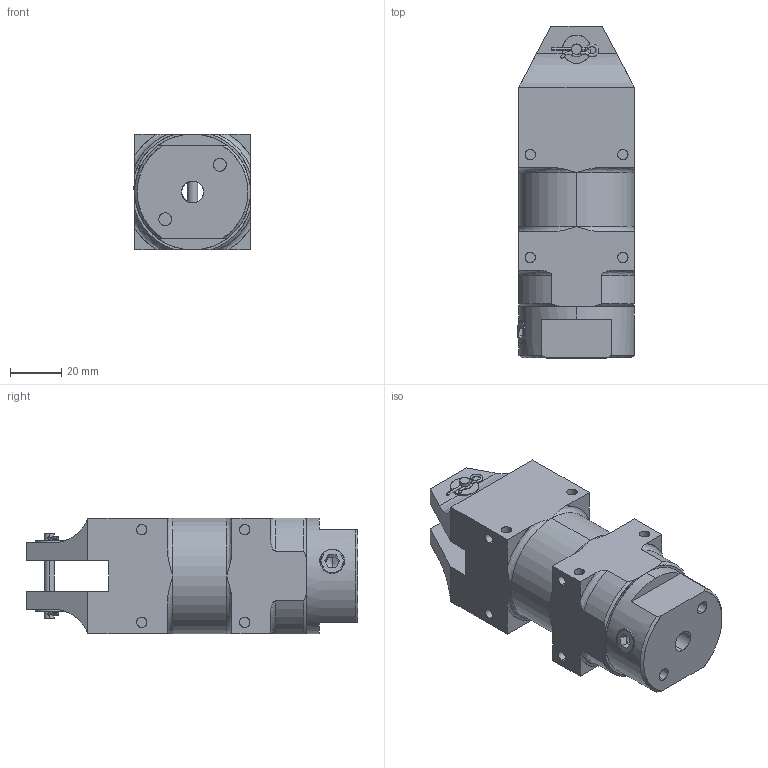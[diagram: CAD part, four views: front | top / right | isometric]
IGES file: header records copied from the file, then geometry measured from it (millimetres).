
Start section: SolidWorks IGES file using analytic representation for surfaces
Global section: file name: GT-NS20A.IGS; native system: SolidWorks 2021; preprocessor: SolidWorks 2021; author: NP3-10; date: 240716.084557; units: millimetre
Bounding box: 45.45 x 129 x 45 mm (x, y, z)
Surface area: 39425.9 mm2 (no closed solid volume)
Topology: 0 solids, 0 shells, 208 faces, 3458 edges, 3456 vertices
Faces by surface type: bspline 118, revolution 90
